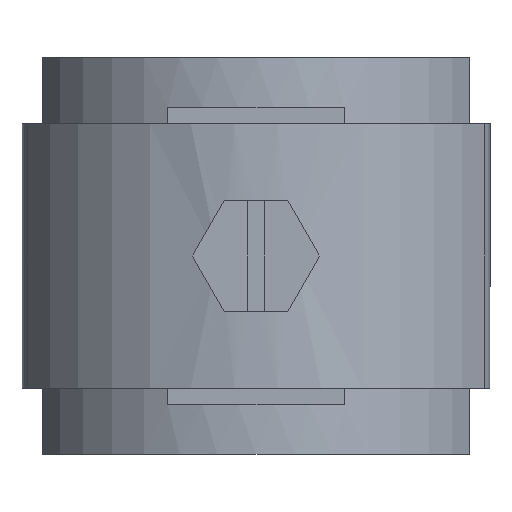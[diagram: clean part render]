
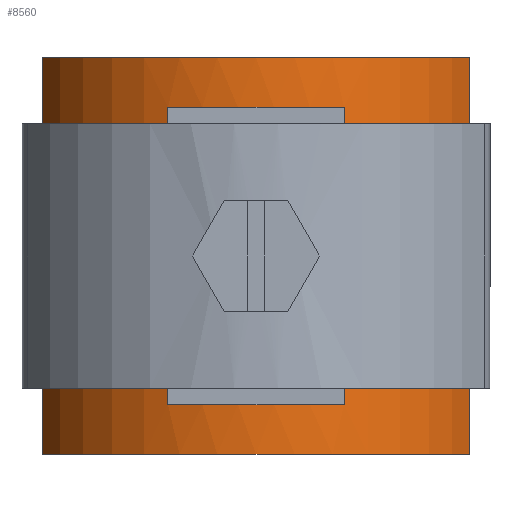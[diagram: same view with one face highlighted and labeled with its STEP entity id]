
A CAD part, front view. The second image highlights one B-rep face of the part: STEP entity #8560.
In plain terms, the highlighted cylindrical face has radius 21 mm (diameter 42 mm), a partial arc.
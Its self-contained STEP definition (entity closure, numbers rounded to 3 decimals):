
#7590=CARTESIAN_POINT('',(7.948,-11.451,
-3.784));
#7600=VERTEX_POINT('',#7590);
#7630=CARTESIAN_POINT('',(-0.052,-11.451,-23.2));
#7640=DIRECTION('',(0.,-1.,0.));
#7650=DIRECTION('',(-1.,0.,0.));
#7660=AXIS2_PLACEMENT_3D('',#7630,#7640,#7650);
#7670=CIRCLE('',#7660,21.);
#7680=CARTESIAN_POINT('',(-8.052,-11.451,
-3.784));
#7690=VERTEX_POINT('',#7680);
#7700=EDGE_CURVE('',#7600,#7690,#7670,.T.);
#7890=CARTESIAN_POINT('',(-0.052,31.149,-23.2));
#7900=DIRECTION('',(0.,-1.,0.));
#7910=DIRECTION('',(-1.,0.,0.));
#7920=AXIS2_PLACEMENT_3D('',#7890,#7900,#7910);
#7930=CYLINDRICAL_SURFACE('',#7920,21.);
#7940=CARTESIAN_POINT('',(7.948,31.149,
-3.784));
#7950=DIRECTION('',(0.,-1.,0.));
#7960=VECTOR('',#7950,1.);
#7970=LINE('',#7940,#7960);
#7980=CARTESIAN_POINT('',(7.948,15.549,
-3.784));
#7990=VERTEX_POINT('',#7980);
#8000=EDGE_CURVE('',#7990,#7600,#7970,.T.);
#8010=ORIENTED_EDGE('',*,*,#8000,.T.);
#8020=CARTESIAN_POINT('',(-0.052,15.549,-23.2));
#8030=DIRECTION('',(0.,-1.,0.));
#8040=DIRECTION('',(-1.,0.,0.));
#8050=AXIS2_PLACEMENT_3D('',#8020,#8030,#8040);
#8060=CIRCLE('',#8050,21.);
#8070=CARTESIAN_POINT('',(-8.052,15.549,
-3.784));
#8080=VERTEX_POINT('',#8070);
#8090=EDGE_CURVE('',#7990,#8080,#8060,.T.);
#8100=ORIENTED_EDGE('',*,*,#8090,.F.);
#8110=CARTESIAN_POINT('',(-8.052,31.149,
-3.784));
#8120=DIRECTION('',(0.,-1.,0.));
#8130=VECTOR('',#8120,1.);
#8140=LINE('',#8110,#8130);
#8150=EDGE_CURVE('',#8080,#7690,#8140,.T.);
#8160=ORIENTED_EDGE('',*,*,#8150,.F.);
#8170=ORIENTED_EDGE('',*,*,#7700,.T.);
#8180=EDGE_LOOP('',(#8170,#8160,#8100,#8010));
#8190=FACE_BOUND('',#8180,.T.);
#8200=CARTESIAN_POINT('',(19.364,31.149,-15.2));
#8210=DIRECTION('',(0.,-1.,0.));
#8220=VECTOR('',#8210,1.);
#8230=LINE('',#8200,#8220);
#8240=CARTESIAN_POINT('',(19.364,20.049,-15.2));
#8250=VERTEX_POINT('',#8240);
#8260=CARTESIAN_POINT('',(19.364,-15.951,-15.2));
#8270=VERTEX_POINT('',#8260);
#8280=EDGE_CURVE('',#8250,#8270,#8230,.T.);
#8290=ORIENTED_EDGE('',*,*,#8280,.F.);
#8300=CARTESIAN_POINT('',(-0.052,-15.951,-23.2));
#8310=DIRECTION('',(0.,-1.,0.));
#8320=DIRECTION('',(-1.,0.,0.));
#8330=AXIS2_PLACEMENT_3D('',#8300,#8310,#8320);
#8340=CIRCLE('',#8330,21.);
#8350=CARTESIAN_POINT('',(-19.469,-15.951,-15.2));
#8360=VERTEX_POINT('',#8350);
#8370=EDGE_CURVE('',#8270,#8360,#8340,.T.);
#8380=ORIENTED_EDGE('',*,*,#8370,.F.);
#8390=CARTESIAN_POINT('',(-19.469,31.149,-15.2));
#8400=DIRECTION('',(0.,-1.,0.));
#8410=VECTOR('',#8400,1.);
#8420=LINE('',#8390,#8410);
#8430=CARTESIAN_POINT('',(-19.469,20.049,-15.2));
#8440=VERTEX_POINT('',#8430);
#8450=EDGE_CURVE('',#8440,#8360,#8420,.T.);
#8460=ORIENTED_EDGE('',*,*,#8450,.T.);
#8470=CARTESIAN_POINT('',(-0.052,20.049,-23.2));
#8480=DIRECTION('',(0.,-1.,0.));
#8490=DIRECTION('',(-1.,0.,0.));
#8500=AXIS2_PLACEMENT_3D('',#8470,#8480,#8490);
#8510=CIRCLE('',#8500,21.);
#8520=EDGE_CURVE('',#8250,#8440,#8510,.T.);
#8530=ORIENTED_EDGE('',*,*,#8520,.T.);
#8540=EDGE_LOOP('',(#8530,#8460,#8380,#8290));
#8550=FACE_OUTER_BOUND('',#8540,.T.);
#8560=ADVANCED_FACE('',(#8190,#8550),#7930,.T.);
